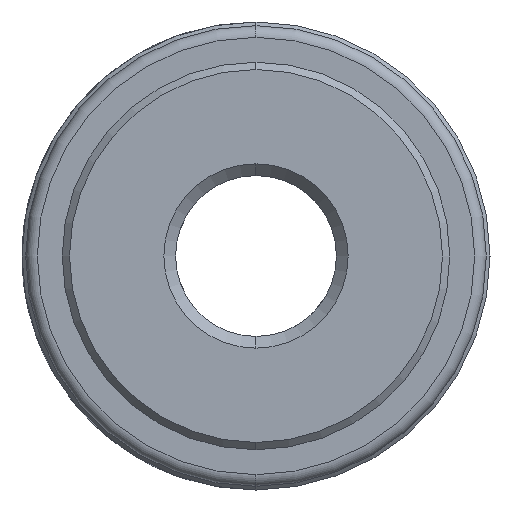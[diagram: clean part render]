
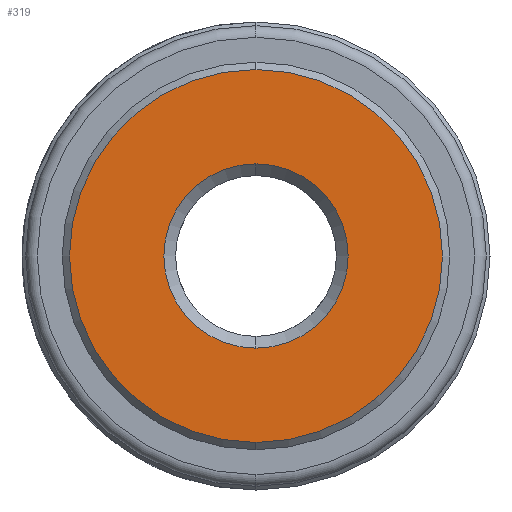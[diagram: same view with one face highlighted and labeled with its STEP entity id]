
A CAD part, left-side view. The second image highlights one B-rep face of the part: STEP entity #319.
In plain terms, the highlighted planar face has unit normal (-1, 0, 0).
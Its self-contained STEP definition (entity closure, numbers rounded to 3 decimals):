
#42 = ORIENTED_EDGE ( 'NONE', *, *, #131, .T. ) ;
#61 = ORIENTED_EDGE ( 'NONE', *, *, #379, .F. ) ;
#69 = CARTESIAN_POINT ( 'NONE',  ( -41.245, 0., 0. ) ) ;
#102 = VERTEX_POINT ( 'NONE', #736 ) ;
#131 = EDGE_CURVE ( 'NONE', #876, #281, #1254, .T. ) ;
#161 = CARTESIAN_POINT ( 'NONE',  ( -41.245, 0., 6.3 ) ) ;
#191 = DIRECTION ( 'NONE',  ( 0., 0., -1. ) ) ;
#213 = AXIS2_PLACEMENT_3D ( 'NONE', #514, #971, #267 ) ;
#227 = AXIS2_PLACEMENT_3D ( 'NONE', #490, #1190, #370 ) ;
#267 = DIRECTION ( 'NONE',  ( 0., 0., 1. ) ) ;
#281 = VERTEX_POINT ( 'NONE', #1126 ) ;
#304 = EDGE_CURVE ( 'NONE', #1182, #102, #472, .T. ) ;
#319 = ADVANCED_FACE ( 'NONE', ( #443, #710 ), #1094, .T. ) ;
#360 = CIRCLE ( 'NONE', #534, 12.75 ) ;
#370 = DIRECTION ( 'NONE',  ( 0., 0., -1. ) ) ;
#379 = EDGE_CURVE ( 'NONE', #102, #1182, #360, .T. ) ;
#443 = FACE_BOUND ( 'NONE', #504, .T. ) ;
#472 = CIRCLE ( 'NONE', #1197, 12.75 ) ;
#487 = ORIENTED_EDGE ( 'NONE', *, *, #1282, .T. ) ;
#490 = CARTESIAN_POINT ( 'NONE',  ( -41.245, 0., 0. ) ) ;
#504 = EDGE_LOOP ( 'NONE', ( #42, #487 ) ) ;
#514 = CARTESIAN_POINT ( 'NONE',  ( -41.245, 6.3, 0. ) ) ;
#534 = AXIS2_PLACEMENT_3D ( 'NONE', #69, #890, #191 ) ;
#625 = DIRECTION ( 'NONE',  ( 1., 0., 0. ) ) ;
#710 = FACE_OUTER_BOUND ( 'NONE', #985, .T. ) ;
#736 = CARTESIAN_POINT ( 'NONE',  ( -41.245, 0., -12.75 ) ) ;
#744 = CARTESIAN_POINT ( 'NONE',  ( -41.245, 0., 0. ) ) ;
#783 = AXIS2_PLACEMENT_3D ( 'NONE', #919, #925, #931 ) ;
#876 = VERTEX_POINT ( 'NONE', #161 ) ;
#890 = DIRECTION ( 'NONE',  ( 1., 0., 0. ) ) ;
#919 = CARTESIAN_POINT ( 'NONE',  ( -41.245, 0., 0. ) ) ;
#925 = DIRECTION ( 'NONE',  ( 1., 0., 0. ) ) ;
#931 = DIRECTION ( 'NONE',  ( 0., 0., -1. ) ) ;
#971 = DIRECTION ( 'NONE',  ( -1., 0., 0. ) ) ;
#985 = EDGE_LOOP ( 'NONE', ( #61, #1009 ) ) ;
#1009 = ORIENTED_EDGE ( 'NONE', *, *, #304, .F. ) ;
#1022 = CARTESIAN_POINT ( 'NONE',  ( -41.245, 0., 12.75 ) ) ;
#1094 = PLANE ( 'NONE',  #213 ) ;
#1126 = CARTESIAN_POINT ( 'NONE',  ( -41.245, 0., -6.3 ) ) ;
#1182 = VERTEX_POINT ( 'NONE', #1022 ) ;
#1190 = DIRECTION ( 'NONE',  ( 1., 0., 0. ) ) ;
#1197 = AXIS2_PLACEMENT_3D ( 'NONE', #744, #625, #1468 ) ;
#1254 = CIRCLE ( 'NONE', #227, 6.3 ) ;
#1282 = EDGE_CURVE ( 'NONE', #281, #876, #1531, .T. ) ;
#1468 = DIRECTION ( 'NONE',  ( 0., 0., -1. ) ) ;
#1531 = CIRCLE ( 'NONE', #783, 6.3 ) ;
